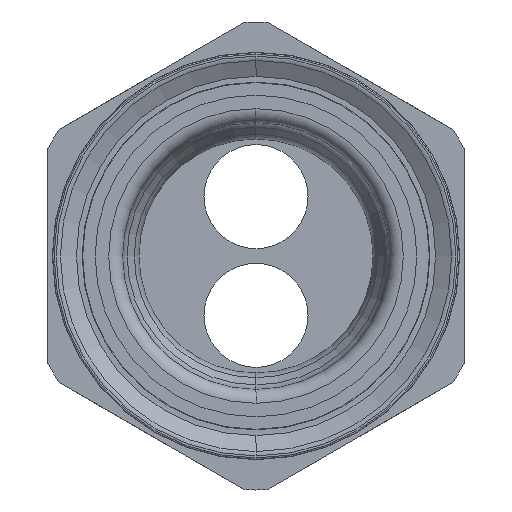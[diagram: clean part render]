
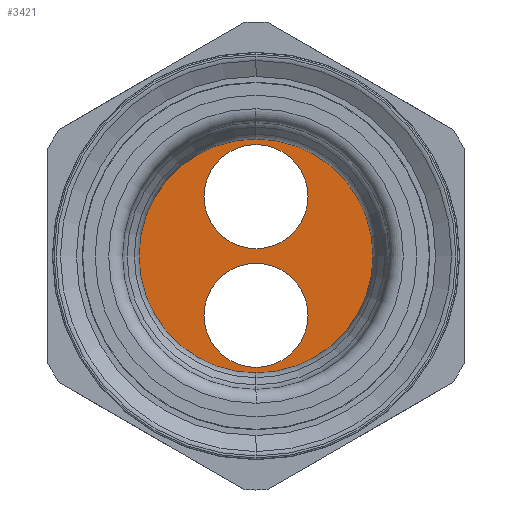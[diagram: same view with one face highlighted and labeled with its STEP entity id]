
A CAD part, front view. The second image highlights one B-rep face of the part: STEP entity #3421.
In plain terms, the highlighted face is planar.
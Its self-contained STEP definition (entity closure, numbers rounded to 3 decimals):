
#30 = EDGE_LOOP ( 'NONE', ( #2741, #463 ) ) ;
#51 = CIRCLE ( 'NONE', #3218, 3. ) ;
#180 = DIRECTION ( 'NONE',  ( 0., 0., 1. ) ) ;
#224 = CIRCLE ( 'NONE', #1590, 3. ) ;
#252 = DIRECTION ( 'NONE',  ( 0., 0., 1. ) ) ;
#297 = EDGE_LOOP ( 'NONE', ( #1375, #3734 ) ) ;
#307 = VERTEX_POINT ( 'NONE', #715 ) ;
#328 = ORIENTED_EDGE ( 'NONE', *, *, #2398, .T. ) ;
#364 = EDGE_CURVE ( 'NONE', #307, #3142, #1829, .T. ) ;
#371 = DIRECTION ( 'NONE',  ( 0., 1., 0. ) ) ;
#463 = ORIENTED_EDGE ( 'NONE', *, *, #524, .F. ) ;
#499 = DIRECTION ( 'NONE',  ( 0., 1., 0. ) ) ;
#524 = EDGE_CURVE ( 'NONE', #2575, #2497, #224, .T. ) ;
#575 = EDGE_CURVE ( 'NONE', #3142, #307, #1995, .T. ) ;
#685 = VERTEX_POINT ( 'NONE', #3566 ) ;
#715 = CARTESIAN_POINT ( 'NONE',  ( 3.425, 7.5, 3. ) ) ;
#730 = DIRECTION ( 'NONE',  ( 0., 1., 0. ) ) ;
#765 = CARTESIAN_POINT ( 'NONE',  ( 0., 7.5, -6.95 ) ) ;
#798 = FACE_BOUND ( 'NONE', #297, .T. ) ;
#871 = DIRECTION ( 'NONE',  ( 0., 1., 0. ) ) ;
#899 = DIRECTION ( 'NONE',  ( 0., 0., 1. ) ) ;
#964 = AXIS2_PLACEMENT_3D ( 'NONE', #3584, #871, #1223 ) ;
#966 = DIRECTION ( 'NONE',  ( 0., 0., 1. ) ) ;
#1026 = AXIS2_PLACEMENT_3D ( 'NONE', #3683, #1977, #252 ) ;
#1059 = PLANE ( 'NONE',  #1026 ) ;
#1068 = DIRECTION ( 'NONE',  ( 0., 0., 1. ) ) ;
#1148 = ORIENTED_EDGE ( 'NONE', *, *, #2732, .T. ) ;
#1216 = CIRCLE ( 'NONE', #3766, 6.95 ) ;
#1223 = DIRECTION ( 'NONE',  ( 0., 0., 1. ) ) ;
#1299 = CARTESIAN_POINT ( 'NONE',  ( -3.425, 7.5, 3. ) ) ;
#1364 = CARTESIAN_POINT ( 'NONE',  ( -3.425, 7.5, 0. ) ) ;
#1375 = ORIENTED_EDGE ( 'NONE', *, *, #364, .F. ) ;
#1537 = CARTESIAN_POINT ( 'NONE',  ( 0., 7.5, 0. ) ) ;
#1590 = AXIS2_PLACEMENT_3D ( 'NONE', #1364, #499, #2253 ) ;
#1639 = CIRCLE ( 'NONE', #3764, 6.95 ) ;
#1658 = CARTESIAN_POINT ( 'NONE',  ( -3.425, 7.5, -3. ) ) ;
#1829 = CIRCLE ( 'NONE', #2793, 3. ) ;
#1907 = DIRECTION ( 'NONE',  ( 0., 1., 0. ) ) ;
#1977 = DIRECTION ( 'NONE',  ( 0., 1., 0. ) ) ;
#1995 = CIRCLE ( 'NONE', #964, 3. ) ;
#2151 = CARTESIAN_POINT ( 'NONE',  ( 3.425, 7.5, 0. ) ) ;
#2239 = CARTESIAN_POINT ( 'NONE',  ( -3.425, 7.5, 0. ) ) ;
#2253 = DIRECTION ( 'NONE',  ( 0., 0., 1. ) ) ;
#2398 = EDGE_CURVE ( 'NONE', #3441, #685, #1639, .T. ) ;
#2497 = VERTEX_POINT ( 'NONE', #1299 ) ;
#2506 = FACE_BOUND ( 'NONE', #30, .T. ) ;
#2555 = CARTESIAN_POINT ( 'NONE',  ( 0., 7.5, 0. ) ) ;
#2575 = VERTEX_POINT ( 'NONE', #1658 ) ;
#2628 = EDGE_CURVE ( 'NONE', #2497, #2575, #51, .T. ) ;
#2630 = DIRECTION ( 'NONE',  ( 0., 1., 0. ) ) ;
#2732 = EDGE_CURVE ( 'NONE', #685, #3441, #1216, .T. ) ;
#2741 = ORIENTED_EDGE ( 'NONE', *, *, #2628, .F. ) ;
#2793 = AXIS2_PLACEMENT_3D ( 'NONE', #2151, #1907, #180 ) ;
#3142 = VERTEX_POINT ( 'NONE', #3145 ) ;
#3145 = CARTESIAN_POINT ( 'NONE',  ( 3.425, 7.5, -3. ) ) ;
#3218 = AXIS2_PLACEMENT_3D ( 'NONE', #2239, #730, #1068 ) ;
#3421 = ADVANCED_FACE ( 'NONE', ( #798, #2506, #3437 ), #1059, .T. ) ;
#3437 = FACE_OUTER_BOUND ( 'NONE', #3477, .T. ) ;
#3441 = VERTEX_POINT ( 'NONE', #765 ) ;
#3477 = EDGE_LOOP ( 'NONE', ( #1148, #328 ) ) ;
#3566 = CARTESIAN_POINT ( 'NONE',  ( 0., 7.5, 6.95 ) ) ;
#3584 = CARTESIAN_POINT ( 'NONE',  ( 3.425, 7.5, 0. ) ) ;
#3683 = CARTESIAN_POINT ( 'NONE',  ( -6.95, 7.5, 0. ) ) ;
#3734 = ORIENTED_EDGE ( 'NONE', *, *, #575, .F. ) ;
#3764 = AXIS2_PLACEMENT_3D ( 'NONE', #1537, #371, #966 ) ;
#3766 = AXIS2_PLACEMENT_3D ( 'NONE', #2555, #2630, #899 ) ;
